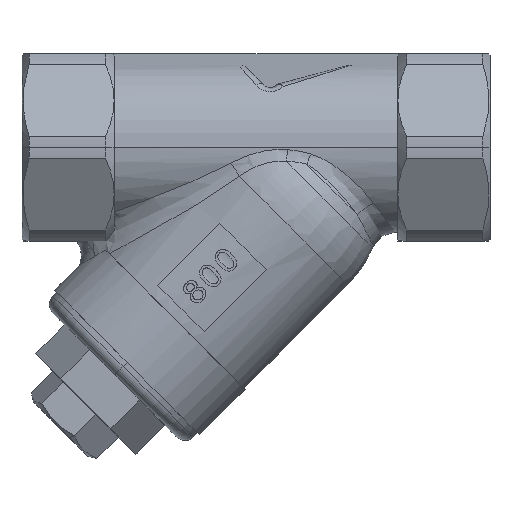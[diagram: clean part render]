
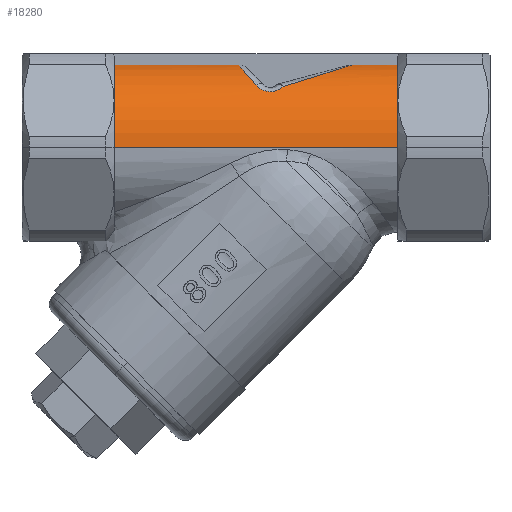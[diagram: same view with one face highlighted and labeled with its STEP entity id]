
A CAD part, top view. The second image highlights one B-rep face of the part: STEP entity #18280.
In plain terms, the highlighted cylindrical face has radius 14.5 mm (diameter 29 mm), a partial arc.
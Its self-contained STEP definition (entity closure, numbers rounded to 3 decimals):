
#331 = CARTESIAN_POINT ( 'NONE',  ( 40.224, 10.693, 9.793 ) ) ;
#358 = CARTESIAN_POINT ( 'NONE',  ( 64.5, 0., 14.5 ) ) ;
#365 = CARTESIAN_POINT ( 'NONE',  ( 16., 0., 14.5 ) ) ;
#375 = CARTESIAN_POINT ( 'NONE',  ( 64.5, 14.071, 3.5 ) ) ;
#401 = CARTESIAN_POINT ( 'NONE',  ( 56.703, 14.071, 3.5 ) ) ;
#414 = CARTESIAN_POINT ( 'NONE',  ( 16., 14.071, 3.5 ) ) ;
#422 = CARTESIAN_POINT ( 'NONE',  ( 44.892, 10.4, 10.104 ) ) ;
#448 = CARTESIAN_POINT ( 'NONE',  ( 37.312, 14.071, 3.5 ) ) ;
#1312 = DIRECTION ( 'NONE',  ( 1., 0., 0. ) ) ;
#1337 = CARTESIAN_POINT ( 'NONE',  ( 84.525, 0., 0. ) ) ;
#1344 = DIRECTION ( 'NONE',  ( 0., 0., -1. ) ) ;
#2656 = EDGE_LOOP ( 'NONE', ( #17388, #17417, #17377, #17448, #17379, #17402, #17425, #17362 ) ) ;
#2797 = VERTEX_POINT ( 'NONE', #331 ) ;
#2813 = VERTEX_POINT ( 'NONE', #365 ) ;
#2819 = VERTEX_POINT ( 'NONE', #375 ) ;
#2841 = VERTEX_POINT ( 'NONE', #358 ) ;
#2863 = VERTEX_POINT ( 'NONE', #414 ) ;
#2874 = VERTEX_POINT ( 'NONE', #448 ) ;
#2900 = VERTEX_POINT ( 'NONE', #422 ) ;
#2907 = VERTEX_POINT ( 'NONE', #401 ) ;
#3571 = LINE ( 'NONE', #6146, #3572 ) ;
#3572 = VECTOR ( 'NONE', #6143, 1000. ) ;
#5921 = CARTESIAN_POINT ( 'NONE',  ( 44.892, 10.4, 10.104 ) ) ;
#5953 = CARTESIAN_POINT ( 'NONE',  ( 44.748, 10.266, 10.242 ) ) ;
#5981 = CARTESIAN_POINT ( 'NONE',  ( 44.037, 9.804, 10.684 ) ) ;
#5982 = CARTESIAN_POINT ( 'NONE',  ( 43.037, 9.521, 10.936 ) ) ;
#5984 = CARTESIAN_POINT ( 'NONE',  ( 40.48, 10.417, 10.088 ) ) ;
#5989 = CARTESIAN_POINT ( 'NONE',  ( 40.345, 10.553, 9.946 ) ) ;
#5996 = CARTESIAN_POINT ( 'NONE',  ( 42.916, 9.51, 10.946 ) ) ;
#5999 = CARTESIAN_POINT ( 'NONE',  ( 44.231, 9.906, 10.59 ) ) ;
#6003 = CARTESIAN_POINT ( 'NONE',  ( 42.677, 9.502, 10.953 ) ) ;
#6004 = CARTESIAN_POINT ( 'NONE',  ( 41.33, 9.82, 10.669 ) ) ;
#6008 = CARTESIAN_POINT ( 'NONE',  ( 44.587, 10.137, 10.369 ) ) ;
#6009 = CARTESIAN_POINT ( 'NONE',  ( 40.783, 10.159, 10.347 ) ) ;
#6012 = CARTESIAN_POINT ( 'NONE',  ( 43.612, 9.636, 10.836 ) ) ;
#6013 = CARTESIAN_POINT ( 'NONE',  ( 40.224, 10.693, 9.793 ) ) ;
#6018 = CARTESIAN_POINT ( 'NONE',  ( 40.955, 10.036, 10.467 ) ) ;
#6020 = CARTESIAN_POINT ( 'NONE',  ( 43.388, 9.574, 10.89 ) ) ;
#6024 = CARTESIAN_POINT ( 'NONE',  ( 42.558, 9.505, 10.95 ) ) ;
#6026 = CARTESIAN_POINT ( 'NONE',  ( 42.204, 9.536, 10.923 ) ) ;
#6027 = CARTESIAN_POINT ( 'NONE',  ( 41.967, 9.585, 10.88 ) ) ;
#6034 = CARTESIAN_POINT ( 'NONE',  ( 41.531, 9.728, 10.753 ) ) ;
#6143 = DIRECTION ( 'NONE',  ( -1., 0., 0. ) ) ;
#6146 = CARTESIAN_POINT ( 'NONE',  ( 84.525, 14.071, 3.5 ) ) ;
#6215 = CARTESIAN_POINT ( 'NONE',  ( 56.703, 14.071, 3.5 ) ) ;
#6216 = CARTESIAN_POINT ( 'NONE',  ( 44.892, 10.4, 10.104 ) ) ;
#6234 = CARTESIAN_POINT ( 'NONE',  ( 50.672, 12.196, 8.255 ) ) ;
#6235 = CARTESIAN_POINT ( 'NONE',  ( 54.701, 13.449, 6.002 ) ) ;
#10615 = CARTESIAN_POINT ( 'NONE',  ( 38.809, 12.335, 8. ) ) ;
#10625 = CARTESIAN_POINT ( 'NONE',  ( 37.818, 13.485, 5.859 ) ) ;
#10648 = CARTESIAN_POINT ( 'NONE',  ( 37.312, 14.071, 3.5 ) ) ;
#10653 = CARTESIAN_POINT ( 'NONE',  ( 40.224, 10.693, 9.793 ) ) ;
#17362 = ORIENTED_EDGE ( 'NONE', *, *, #18547, .T. ) ;
#17377 = ORIENTED_EDGE ( 'NONE', *, *, #18066, .F. ) ;
#17379 = ORIENTED_EDGE ( 'NONE', *, *, #18557, .T. ) ;
#17388 = ORIENTED_EDGE ( 'NONE', *, *, #18029, .T. ) ;
#17402 = ORIENTED_EDGE ( 'NONE', *, *, #18533, .T. ) ;
#17417 = ORIENTED_EDGE ( 'NONE', *, *, #18033, .T. ) ;
#17425 = ORIENTED_EDGE ( 'NONE', *, *, #18509, .T. ) ;
#17448 = ORIENTED_EDGE ( 'NONE', *, *, #18070, .T. ) ;
#17873 =( BOUNDED_CURVE ( )  B_SPLINE_CURVE ( 3, ( #10653, #10615, #10625, #10648 ),
 .UNSPECIFIED., .F., .F. ) 
 B_SPLINE_CURVE_WITH_KNOTS ( ( 4, 4 ),
 ( 2.4, 2.898 ),
 .UNSPECIFIED. ) 
 CURVE ( )  GEOMETRIC_REPRESENTATION_ITEM ( )  RATIONAL_B_SPLINE_CURVE ( ( 1., 0.979, 0.979, 1. ) ) 
 REPRESENTATION_ITEM ( '' )  );
#17875 = B_SPLINE_CURVE_WITH_KNOTS ( 'NONE', 3,
 ( #5921, #5953, #6008, #5999, #5981, #6012, #6020, #5982, #5996, #6003, #6024, #6026, #6027, #6034, #6004, #6018, #6009, #5984, #5989, #6013 ),
 .UNSPECIFIED., .F., .F.,
 ( 4, 2, 2, 2, 2, 2, 2, 2, 2, 4 ),
 ( 0., 0.001, 0.001, 0.002, 0.003, 0.003, 0.004, 0.004, 0.005, 0.006 ),
 .UNSPECIFIED. ) ;
#17879 =( BOUNDED_CURVE ( )  B_SPLINE_CURVE ( 3, ( #6215, #6235, #6234, #6216 ),
 .UNSPECIFIED., .F., .F. ) 
 B_SPLINE_CURVE_WITH_KNOTS ( ( 4, 4 ),
 ( 0.244, 0.771 ),
 .UNSPECIFIED. ) 
 CURVE ( )  GEOMETRIC_REPRESENTATION_ITEM ( )  RATIONAL_B_SPLINE_CURVE ( ( 1., 0.977, 0.977, 1. ) ) 
 REPRESENTATION_ITEM ( '' )  );
#18029 = EDGE_CURVE ( 'NONE', #2863, #2813, #20447, .T. ) ;
#18033 = EDGE_CURVE ( 'NONE', #2813, #2841, #20459, .T. ) ;
#18066 = EDGE_CURVE ( 'NONE', #2819, #2841, #20504, .T. ) ;
#18070 = EDGE_CURVE ( 'NONE', #2819, #2907, #20500, .T. ) ;
#18280 = ADVANCED_FACE ( 'NONE', ( #20685 ), #20700, .T. ) ;
#18509 = EDGE_CURVE ( 'NONE', #2797, #2874, #17873, .T. ) ;
#18533 = EDGE_CURVE ( 'NONE', #2900, #2797, #17875, .T. ) ;
#18547 = EDGE_CURVE ( 'NONE', #2874, #2863, #3571, .T. ) ;
#18557 = EDGE_CURVE ( 'NONE', #2907, #2900, #17879, .T. ) ;
#19259 = AXIS2_PLACEMENT_3D ( 'NONE', #21167, #21186, #21168 ) ;
#19332 = AXIS2_PLACEMENT_3D ( 'NONE', #21597, #21553, #21569 ) ;
#19406 = AXIS2_PLACEMENT_3D ( 'NONE', #1337, #1312, #1344 ) ;
#20447 = CIRCLE ( 'NONE', #19259, 14.5 ) ;
#20459 = LINE ( 'NONE', #21143, #20475 ) ;
#20475 = VECTOR ( 'NONE', #21175, 1000. ) ;
#20496 = VECTOR ( 'NONE', #21610, 1000. ) ;
#20500 = LINE ( 'NONE', #21624, #20496 ) ;
#20504 = CIRCLE ( 'NONE', #19332, 14.5 ) ;
#20685 = FACE_OUTER_BOUND ( 'NONE', #2656, .T. ) ;
#20700 = CYLINDRICAL_SURFACE ( 'NONE', #19406, 14.5 ) ;
#21143 = CARTESIAN_POINT ( 'NONE',  ( 84.525, 0., 14.5 ) ) ;
#21167 = CARTESIAN_POINT ( 'NONE',  ( 16., 0., 0. ) ) ;
#21168 = DIRECTION ( 'NONE',  ( 0., 0., -1. ) ) ;
#21175 = DIRECTION ( 'NONE',  ( 1., 0., 0. ) ) ;
#21186 = DIRECTION ( 'NONE',  ( 1., 0., 0. ) ) ;
#21553 = DIRECTION ( 'NONE',  ( 1., 0., 0. ) ) ;
#21569 = DIRECTION ( 'NONE',  ( 0., 0., -1. ) ) ;
#21597 = CARTESIAN_POINT ( 'NONE',  ( 64.5, 0., 0. ) ) ;
#21610 = DIRECTION ( 'NONE',  ( -1., 0., 0. ) ) ;
#21624 = CARTESIAN_POINT ( 'NONE',  ( 84.525, 14.071, 3.5 ) ) ;
